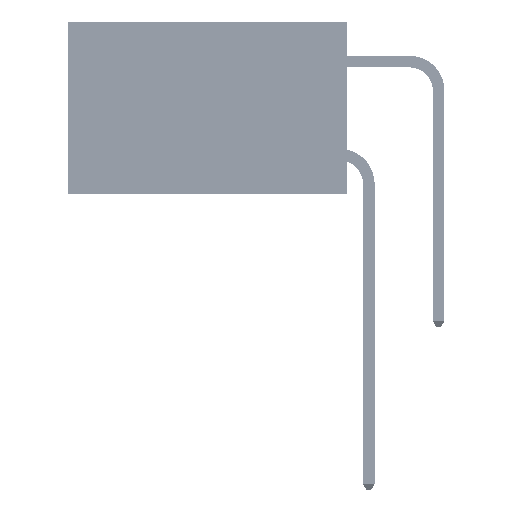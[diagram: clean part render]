
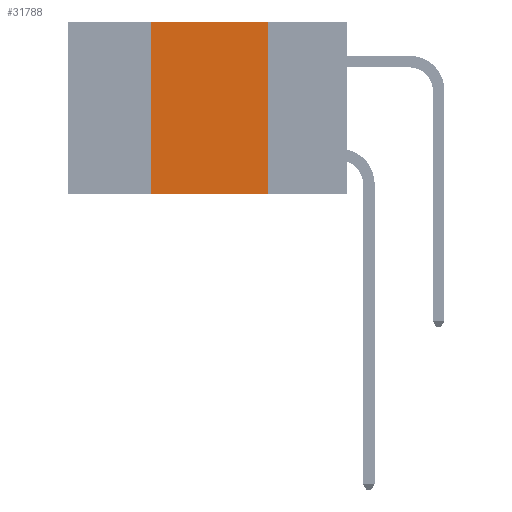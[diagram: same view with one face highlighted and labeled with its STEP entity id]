
A CAD part, left-side view. The second image highlights one B-rep face of the part: STEP entity #31788.
In plain terms, the highlighted planar face has unit normal (-1, 0, 0).
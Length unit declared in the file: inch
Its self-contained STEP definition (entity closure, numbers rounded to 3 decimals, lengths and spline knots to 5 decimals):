
#57 = VECTOR ( 'NONE', #34090, 39.37008 ) ;
#1177 = CARTESIAN_POINT ( 'NONE',  ( 0., 0.17, 0. ) ) ;
#2150 = EDGE_CURVE ( 'NONE', #11802, #5935, #36957, .T. ) ;
#4053 = LINE ( 'NONE', #1177, #15723 ) ;
#4828 = EDGE_CURVE ( 'NONE', #40865, #5935, #4053, .T. ) ;
#5935 = VERTEX_POINT ( 'NONE', #34935 ) ;
#6040 = VECTOR ( 'NONE', #44608, 39.37008 ) ;
#11300 = CARTESIAN_POINT ( 'NONE',  ( 0., 0.17, 0. ) ) ;
#11802 = VERTEX_POINT ( 'NONE', #35733 ) ;
#15723 = VECTOR ( 'NONE', #29233, 39.37008 ) ;
#15842 = PLANE ( 'NONE',  #32878 ) ;
#19028 = CARTESIAN_POINT ( 'NONE',  ( 0., 0.6, 0. ) ) ;
#19945 = ORIENTED_EDGE ( 'NONE', *, *, #4828, .F. ) ;
#20354 = ORIENTED_EDGE ( 'NONE', *, *, #26433, .F. ) ;
#23435 = DIRECTION ( 'NONE',  ( 0., 0., -1. ) ) ;
#23534 = VERTEX_POINT ( 'NONE', #29152 ) ;
#26018 = EDGE_LOOP ( 'NONE', ( #19945, #39120, #20354, #35245 ) ) ;
#26077 = CARTESIAN_POINT ( 'NONE',  ( 0., 0.6, -0.37 ) ) ;
#26433 = EDGE_CURVE ( 'NONE', #11802, #23534, #41052, .T. ) ;
#29152 = CARTESIAN_POINT ( 'NONE',  ( 0., 0.42, 0. ) ) ;
#29233 = DIRECTION ( 'NONE',  ( 0., 0., -1. ) ) ;
#30140 = CARTESIAN_POINT ( 'NONE',  ( 0., 0.42, 0. ) ) ;
#31788 = ADVANCED_FACE ( 'NONE', ( #37900 ), #15842, .F. ) ;
#32878 = AXIS2_PLACEMENT_3D ( 'NONE', #41224, #37193, #23435 ) ;
#33498 = DIRECTION ( 'NONE',  ( 0., -1., 0. ) ) ;
#34090 = DIRECTION ( 'NONE',  ( 0., -1., 0. ) ) ;
#34505 = VECTOR ( 'NONE', #33498, 39.37008 ) ;
#34778 = EDGE_CURVE ( 'NONE', #23534, #40865, #43718, .T. ) ;
#34935 = CARTESIAN_POINT ( 'NONE',  ( 0., 0.17, -0.37 ) ) ;
#35245 = ORIENTED_EDGE ( 'NONE', *, *, #2150, .T. ) ;
#35733 = CARTESIAN_POINT ( 'NONE',  ( 0., 0.42, -0.37 ) ) ;
#36957 = LINE ( 'NONE', #26077, #57 ) ;
#37193 = DIRECTION ( 'NONE',  ( 1., 0., 0. ) ) ;
#37900 = FACE_OUTER_BOUND ( 'NONE', #26018, .T. ) ;
#39120 = ORIENTED_EDGE ( 'NONE', *, *, #34778, .F. ) ;
#40865 = VERTEX_POINT ( 'NONE', #11300 ) ;
#41052 = LINE ( 'NONE', #30140, #6040 ) ;
#41224 = CARTESIAN_POINT ( 'NONE',  ( 0., 0.6, 0. ) ) ;
#43718 = LINE ( 'NONE', #19028, #34505 ) ;
#44608 = DIRECTION ( 'NONE',  ( 0., 0., 1. ) ) ;
